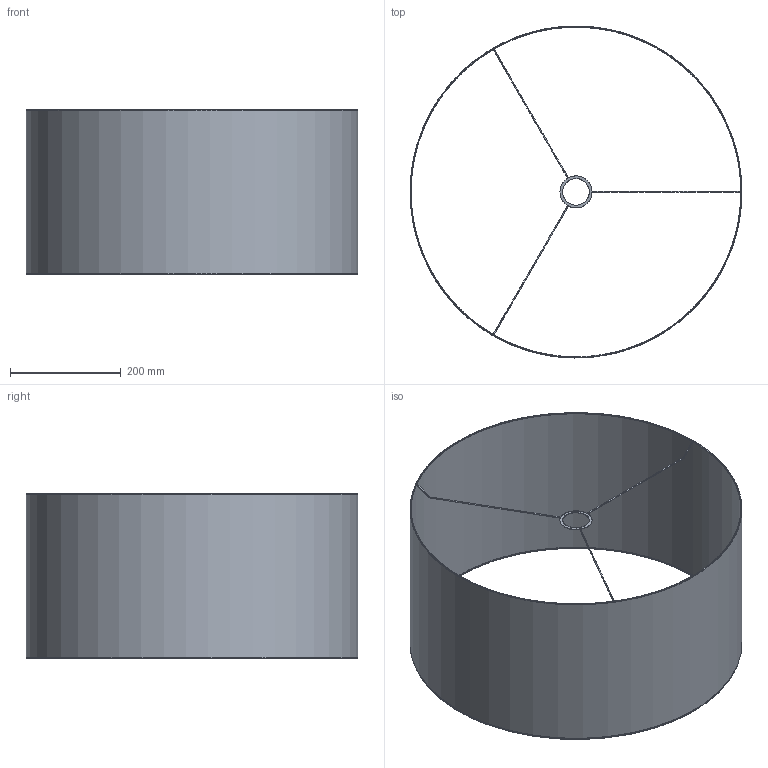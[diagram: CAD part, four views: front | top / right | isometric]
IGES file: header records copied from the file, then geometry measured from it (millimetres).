
Global section: file name:Innermost_Metallic-MoCro-Kobe-Zeg_Large.igs; native system: Rhinoceros ( Dec 15 2008 ); preprocessor: Trout Lake IGES 012 Dec 15 2008; date: 110616.091623; units: millimetre
Bounding box: 599.92 x 599.84 x 300 mm (x, y, z)
Surface area: 597386.2 mm2 (no closed solid volume)
Topology: 0 solids, 0 shells, 19 faces, 321 edges, 311 vertices
Faces by surface type: bspline 19
